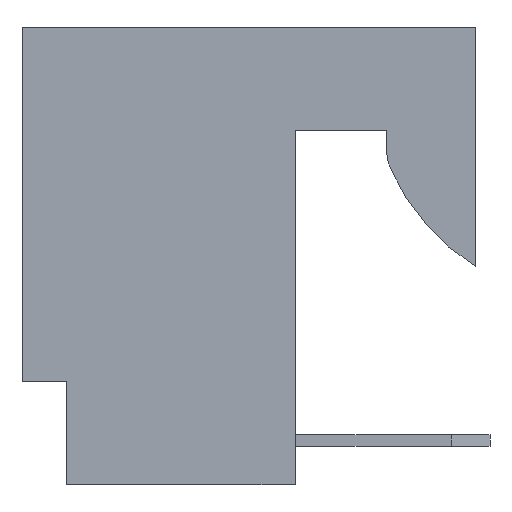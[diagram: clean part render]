
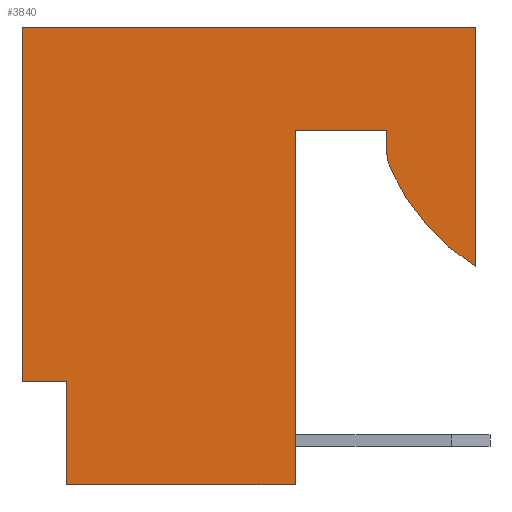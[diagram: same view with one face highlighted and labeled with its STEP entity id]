
A CAD part, left-side view. The second image highlights one B-rep face of the part: STEP entity #3840.
In plain terms, the highlighted planar face has unit normal (-1, 0, 0).
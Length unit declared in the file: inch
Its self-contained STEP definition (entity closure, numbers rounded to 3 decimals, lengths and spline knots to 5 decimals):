
#1=DIRECTION('',(0.,0.,-1.));
#2=VECTOR('',#1,0.16208);
#3=CARTESIAN_POINT('',(-0.248,0.,0.));
#4=LINE('',#3,#2);
#5=CARTESIAN_POINT('',(-0.248,-0.0797,-0.035));
#6=DIRECTION('',(1.,0.,0.));
#7=DIRECTION('',(0.,0.531,-0.847));
#8=AXIS2_PLACEMENT_3D('',#5,#6,#7);
#10=CARTESIAN_POINT('',(-0.248,0.03,-0.08365));
#11=DIRECTION('',(1.,0.,0.));
#12=DIRECTION('',(0.,0.914,-0.405));
#13=AXIS2_PLACEMENT_3D('',#10,#11,#12);
#15=DIRECTION('',(0.,0.,1.));
#16=VECTOR('',#15,0.01365);
#17=CARTESIAN_POINT('',(-0.248,0.06,-0.08365));
#18=LINE('',#17,#16);
#19=DIRECTION('',(0.,1.,0.));
#20=VECTOR('',#19,0.062);
#21=CARTESIAN_POINT('',(-0.248,0.06,-0.07));
#22=LINE('',#21,#20);
#23=DIRECTION('',(0.,0.,-1.));
#24=VECTOR('',#23,0.24);
#25=CARTESIAN_POINT('',(-0.248,0.122,-0.07));
#26=LINE('',#25,#24);
#27=DIRECTION('',(0.,1.,0.));
#28=VECTOR('',#27,0.155);
#29=CARTESIAN_POINT('',(-0.248,0.122,-0.31));
#30=LINE('',#29,#28);
#31=DIRECTION('',(0.,0.,1.));
#32=VECTOR('',#31,0.07);
#33=CARTESIAN_POINT('',(-0.248,0.277,-0.31));
#34=LINE('',#33,#32);
#35=DIRECTION('',(0.,1.,0.));
#36=VECTOR('',#35,0.03);
#37=CARTESIAN_POINT('',(-0.248,0.277,-0.24));
#38=LINE('',#37,#36);
#39=DIRECTION('',(0.,0.,1.));
#40=VECTOR('',#39,0.24);
#41=CARTESIAN_POINT('',(-0.248,0.307,-0.24));
#42=LINE('',#41,#40);
#43=DIRECTION('',(0.,-1.,0.));
#44=VECTOR('',#43,0.307);
#45=CARTESIAN_POINT('',(-0.248,0.307,0.));
#46=LINE('',#45,#44);
#2899=CARTESIAN_POINT('',(-0.248,0.,0.));
#2900=CARTESIAN_POINT('',(-0.248,0.,-0.16208));
#2901=VERTEX_POINT('',#2899);
#2902=VERTEX_POINT('',#2900);
#2903=CARTESIAN_POINT('',(-0.248,0.06,-0.07));
#2904=CARTESIAN_POINT('',(-0.248,0.122,-0.07));
#2905=VERTEX_POINT('',#2903);
#2906=VERTEX_POINT('',#2904);
#2907=CARTESIAN_POINT('',(-0.248,0.122,-0.31));
#2908=VERTEX_POINT('',#2907);
#2909=CARTESIAN_POINT('',(-0.248,0.277,-0.31));
#2910=VERTEX_POINT('',#2909);
#2911=CARTESIAN_POINT('',(-0.248,0.277,-0.24));
#2912=VERTEX_POINT('',#2911);
#2913=CARTESIAN_POINT('',(-0.248,0.307,-0.24));
#2914=VERTEX_POINT('',#2913);
#2915=CARTESIAN_POINT('',(-0.248,0.307,0.));
#2916=VERTEX_POINT('',#2915);
#3099=CARTESIAN_POINT('',(-0.248,0.05742,-0.09581));
#3100=VERTEX_POINT('',#3099);
#3101=CARTESIAN_POINT('',(-0.248,0.06,-0.08365));
#3102=VERTEX_POINT('',#3101);
#3811=CARTESIAN_POINT('',(-0.248,0.,0.));
#3812=DIRECTION('',(1.,0.,0.));
#3813=DIRECTION('',(0.,0.,-1.));
#3814=AXIS2_PLACEMENT_3D('',#3811,#3812,#3813);
#3815=PLANE('',#3814);
#3817=ORIENTED_EDGE('',*,*,#3816,.T.);
#3819=ORIENTED_EDGE('',*,*,#3818,.T.);
#3821=ORIENTED_EDGE('',*,*,#3820,.T.);
#3823=ORIENTED_EDGE('',*,*,#3822,.T.);
#3825=ORIENTED_EDGE('',*,*,#3824,.T.);
#3827=ORIENTED_EDGE('',*,*,#3826,.T.);
#3829=ORIENTED_EDGE('',*,*,#3828,.T.);
#3831=ORIENTED_EDGE('',*,*,#3830,.T.);
#3833=ORIENTED_EDGE('',*,*,#3832,.T.);
#3835=ORIENTED_EDGE('',*,*,#3834,.T.);
#3837=ORIENTED_EDGE('',*,*,#3836,.T.);
#3838=EDGE_LOOP('',(#3817,#3819,#3821,#3823,#3825,#3827,#3829,#3831,#3833,#3835,
#3837));
#3839=FACE_OUTER_BOUND('',#3838,.F.);
#3840=ADVANCED_FACE('',(#3839),#3815,.F.);
#9=CIRCLE('',#8,0.15);
#14=CIRCLE('',#13,0.03);
#3816=EDGE_CURVE('',#2901,#2902,#4,.T.);
#3818=EDGE_CURVE('',#2902,#3100,#9,.T.);
#3820=EDGE_CURVE('',#3100,#3102,#14,.T.);
#3822=EDGE_CURVE('',#3102,#2905,#18,.T.);
#3824=EDGE_CURVE('',#2905,#2906,#22,.T.);
#3826=EDGE_CURVE('',#2906,#2908,#26,.T.);
#3828=EDGE_CURVE('',#2908,#2910,#30,.T.);
#3830=EDGE_CURVE('',#2910,#2912,#34,.T.);
#3832=EDGE_CURVE('',#2912,#2914,#38,.T.);
#3834=EDGE_CURVE('',#2914,#2916,#42,.T.);
#3836=EDGE_CURVE('',#2916,#2901,#46,.T.);
